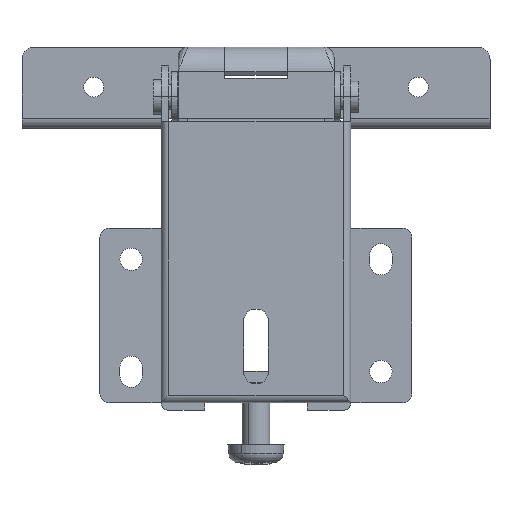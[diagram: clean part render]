
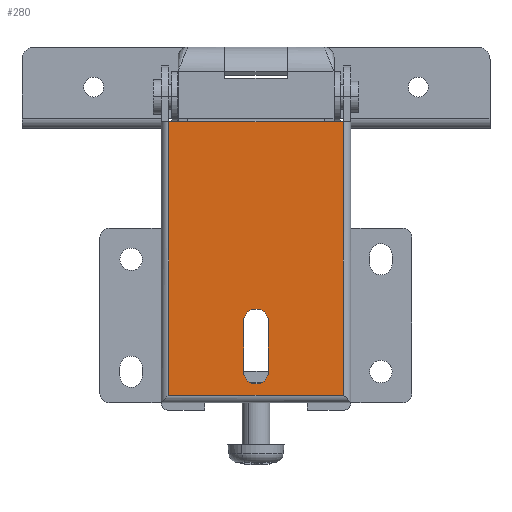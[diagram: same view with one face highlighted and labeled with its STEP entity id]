
A CAD part, top view. The second image highlights one B-rep face of the part: STEP entity #280.
In plain terms, the highlighted face is planar.
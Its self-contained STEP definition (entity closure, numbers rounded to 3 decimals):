
#172 = CARTESIAN_POINT ( 'NONE',  ( 0., -6.2, -36. ) ) ;
#280 = ADVANCED_FACE ( 'NONE', ( #5857, #3876 ), #6266, .T. ) ;
#330 = CIRCLE ( 'NONE', #2263, 2. ) ;
#975 = CARTESIAN_POINT ( 'NONE',  ( -984.8, -6.2, -4. ) ) ;
#979 = DIRECTION ( 'NONE',  ( 0., 0., 1. ) ) ;
#1149 = VERTEX_POINT ( 'NONE', #7722 ) ;
#1222 = EDGE_CURVE ( 'NONE', #8520, #10781, #10255, .T. ) ;
#1284 = CARTESIAN_POINT ( 'NONE',  ( -14., -6.2, -47.8 ) ) ;
#1330 = VECTOR ( 'NONE', #9780, 1000. ) ;
#1457 = CARTESIAN_POINT ( 'NONE',  ( 0., -6.2, -44. ) ) ;
#1722 = VERTEX_POINT ( 'NONE', #9180 ) ;
#1831 = ORIENTED_EDGE ( 'NONE', *, *, #5868, .F. ) ;
#1904 = ORIENTED_EDGE ( 'NONE', *, *, #3600, .T. ) ;
#2063 = EDGE_LOOP ( 'NONE', ( #3126, #8897, #7127, #1831, #2366 ) ) ;
#2187 = CARTESIAN_POINT ( 'NONE',  ( -2., -6.2, 0. ) ) ;
#2263 = AXIS2_PLACEMENT_3D ( 'NONE', #1457, #7402, #2294 ) ;
#2290 = VECTOR ( 'NONE', #4810, 1000. ) ;
#2294 = DIRECTION ( 'NONE',  ( 0., 0., 1. ) ) ;
#2314 = VECTOR ( 'NONE', #6507, 1000. ) ;
#2366 = ORIENTED_EDGE ( 'NONE', *, *, #3747, .F. ) ;
#2371 = AXIS2_PLACEMENT_3D ( 'NONE', #172, #6047, #979 ) ;
#2410 = CARTESIAN_POINT ( 'NONE',  ( -2., -6.2, -36. ) ) ;
#2890 = CARTESIAN_POINT ( 'NONE',  ( -14., -6.2, -4. ) ) ;
#2910 = CARTESIAN_POINT ( 'NONE',  ( -984.8, -6.2, -4. ) ) ;
#3126 = ORIENTED_EDGE ( 'NONE', *, *, #7150, .F. ) ;
#3600 = EDGE_CURVE ( 'NONE', #1722, #10781, #8611, .T. ) ;
#3610 = CARTESIAN_POINT ( 'NONE',  ( 2., -6.2, -44. ) ) ;
#3625 = ORIENTED_EDGE ( 'NONE', *, *, #6883, .T. ) ;
#3747 = EDGE_CURVE ( 'NONE', #1149, #8747, #5770, .T. ) ;
#3835 = VERTEX_POINT ( 'NONE', #3610 ) ;
#3876 = FACE_OUTER_BOUND ( 'NONE', #3928, .T. ) ;
#3928 = EDGE_LOOP ( 'NONE', ( #6642, #9465, #3625, #1904 ) ) ;
#4012 = CARTESIAN_POINT ( 'NONE',  ( -2., -6.2, -44. ) ) ;
#4114 = DIRECTION ( 'NONE',  ( 0., -1., 0. ) ) ;
#4245 = CARTESIAN_POINT ( 'NONE',  ( 14., -6.2, -4. ) ) ;
#4255 = DIRECTION ( 'NONE',  ( 0., 0., 1. ) ) ;
#4719 = DIRECTION ( 'NONE',  ( 0., -1., 0. ) ) ;
#4810 = DIRECTION ( 'NONE',  ( 1., 0., 0. ) ) ;
#5095 = DIRECTION ( 'NONE',  ( 0., 0., 1. ) ) ;
#5385 = VERTEX_POINT ( 'NONE', #5937 ) ;
#5453 = AXIS2_PLACEMENT_3D ( 'NONE', #2910, #4719, #10728 ) ;
#5702 = CARTESIAN_POINT ( 'NONE',  ( -14., -6.2, -47.8 ) ) ;
#5727 = CIRCLE ( 'NONE', #9697, 2. ) ;
#5770 = CIRCLE ( 'NONE', #2371, 2. ) ;
#5857 = FACE_BOUND ( 'NONE', #2063, .T. ) ;
#5868 = EDGE_CURVE ( 'NONE', #8747, #6415, #8863, .T. ) ;
#5909 = VERTEX_POINT ( 'NONE', #5702 ) ;
#5937 = CARTESIAN_POINT ( 'NONE',  ( 0., -6.2, -46. ) ) ;
#6047 = DIRECTION ( 'NONE',  ( 0., -1., 0. ) ) ;
#6266 = PLANE ( 'NONE',  #5453 ) ;
#6415 = VERTEX_POINT ( 'NONE', #4012 ) ;
#6507 = DIRECTION ( 'NONE',  ( 0., 0., -1. ) ) ;
#6642 = ORIENTED_EDGE ( 'NONE', *, *, #1222, .F. ) ;
#6790 = CARTESIAN_POINT ( 'NONE',  ( 2., -6.2, 0. ) ) ;
#6811 = LINE ( 'NONE', #10826, #2290 ) ;
#6880 = EDGE_CURVE ( 'NONE', #6415, #5385, #330, .T. ) ;
#6883 = EDGE_CURVE ( 'NONE', #5909, #1722, #6811, .T. ) ;
#6985 = EDGE_CURVE ( 'NONE', #5385, #3835, #5727, .T. ) ;
#7127 = ORIENTED_EDGE ( 'NONE', *, *, #6880, .F. ) ;
#7150 = EDGE_CURVE ( 'NONE', #3835, #1149, #7212, .T. ) ;
#7212 = LINE ( 'NONE', #6790, #9237 ) ;
#7402 = DIRECTION ( 'NONE',  ( 0., -1., 0. ) ) ;
#7722 = CARTESIAN_POINT ( 'NONE',  ( 2., -6.2, -36. ) ) ;
#7787 = CARTESIAN_POINT ( 'NONE',  ( 14., -6.2, -4. ) ) ;
#7977 = VECTOR ( 'NONE', #10332, 1000. ) ;
#8119 = LINE ( 'NONE', #1284, #1330 ) ;
#8336 = VECTOR ( 'NONE', #5095, 1000. ) ;
#8520 = VERTEX_POINT ( 'NONE', #2890 ) ;
#8611 = LINE ( 'NONE', #4245, #8336 ) ;
#8747 = VERTEX_POINT ( 'NONE', #2410 ) ;
#8863 = LINE ( 'NONE', #2187, #2314 ) ;
#8897 = ORIENTED_EDGE ( 'NONE', *, *, #6985, .F. ) ;
#9052 = EDGE_CURVE ( 'NONE', #8520, #5909, #8119, .T. ) ;
#9180 = CARTESIAN_POINT ( 'NONE',  ( 14., -6.2, -47.8 ) ) ;
#9237 = VECTOR ( 'NONE', #4255, 1000. ) ;
#9241 = CARTESIAN_POINT ( 'NONE',  ( 0., -6.2, -44. ) ) ;
#9465 = ORIENTED_EDGE ( 'NONE', *, *, #9052, .T. ) ;
#9697 = AXIS2_PLACEMENT_3D ( 'NONE', #9241, #4114, #10088 ) ;
#9780 = DIRECTION ( 'NONE',  ( 0., 0., -1. ) ) ;
#10088 = DIRECTION ( 'NONE',  ( 0., 0., 1. ) ) ;
#10255 = LINE ( 'NONE', #975, #7977 ) ;
#10332 = DIRECTION ( 'NONE',  ( 1., 0., 0. ) ) ;
#10728 = DIRECTION ( 'NONE',  ( 0., 0., -1. ) ) ;
#10781 = VERTEX_POINT ( 'NONE', #7787 ) ;
#10826 = CARTESIAN_POINT ( 'NONE',  ( -984.8, -6.2, -47.8 ) ) ;
